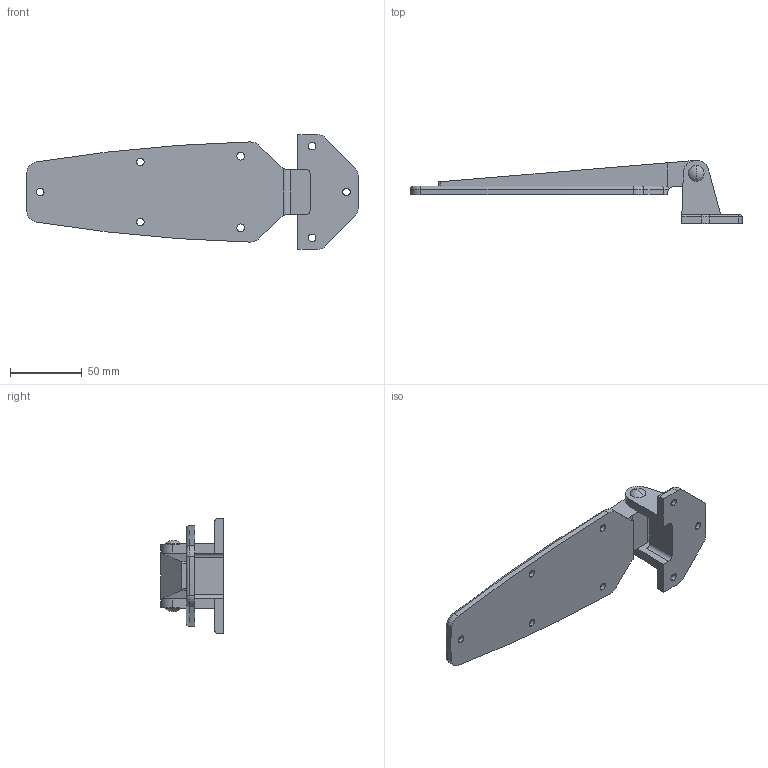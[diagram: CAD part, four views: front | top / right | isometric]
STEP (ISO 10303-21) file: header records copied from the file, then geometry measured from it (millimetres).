
FILE_DESCRIPTION (( 'STEP AP203' ), '1' );
FILE_NAME ('FB-1754-2.STEP', '2013-03-28T07:06:01', ( '11sw' ), ( 'タキゲン製造株式会社' ), 'SwSTEP 2.0', 'SolidWorks 2012', '' );
FILE_SCHEMA (( 'CONFIG_CONTROL_DESIGN' ));
Length unit declared in the file: millimetre
Products named in the file (4): FB-1754-2; FB-1754シャフト_; FB-1754ヒンジ_; FB-1754僸儞僕庴__FB-1754-2
Assembly tree (3 placements, depth 2):
  FB-1754-2
    FB-1754僸儞僕庴__FB-1754-2
    FB-1754ヒンジ_
    FB-1754シャフト_
Bounding box: 231.93 x 44 x 80 mm (x, y, z)
Volume: 143325.7 mm3; surface area: 42815.8 mm2
Topology: 3 solids, 3 shells, 140 faces, 345 edges, 213 vertices
Faces by surface type: cylinder 72, plane 34, cone 16, torus 14, sphere 4
Entity records: 4628 total; most frequent: DIRECTION 786, CARTESIAN_POINT 768, ORIENTED_EDGE 690, EDGE_CURVE 345, AXIS2_PLACEMENT_3D 311, VERTEX_POINT 213, CIRCLE 165, LINE 164
